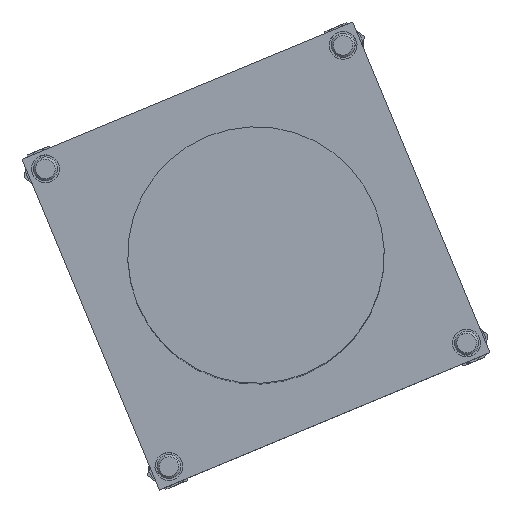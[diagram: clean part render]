
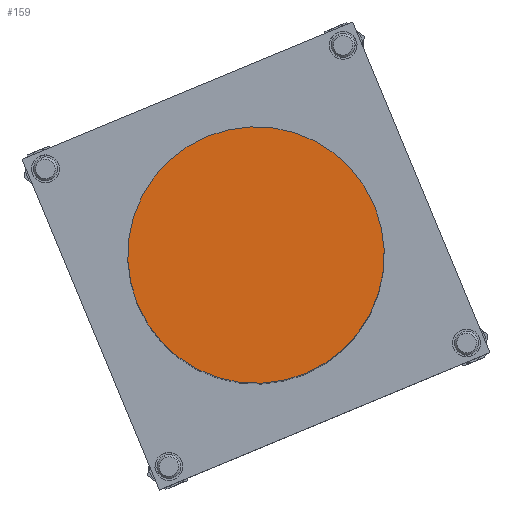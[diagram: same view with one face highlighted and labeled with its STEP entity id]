
A CAD part, top view. The second image highlights one B-rep face of the part: STEP entity #159.
In plain terms, the highlighted face is planar.
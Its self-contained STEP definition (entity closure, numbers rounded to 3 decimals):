
#22 = DIRECTION ( 'NONE',  ( 0., 0., 1. ) ) ;
#100 = DIRECTION ( 'NONE',  ( 0., 0., 1. ) ) ;
#159 = ADVANCED_FACE ( 'NONE', ( #587 ), #2317, .F. ) ;
#205 = AXIS2_PLACEMENT_3D ( 'NONE', #2967, #1506, #22 ) ;
#440 = EDGE_LOOP ( 'NONE', ( #1617, #2450 ) ) ;
#455 = DIRECTION ( 'NONE',  ( 0., 1., 0. ) ) ;
#587 = FACE_OUTER_BOUND ( 'NONE', #440, .T. ) ;
#717 = VERTEX_POINT ( 'NONE', #2611 ) ;
#1026 = EDGE_CURVE ( 'NONE', #717, #1393, #2899, .T. ) ;
#1319 = AXIS2_PLACEMENT_3D ( 'NONE', #1940, #455, #2179 ) ;
#1354 = EDGE_CURVE ( 'NONE', #1393, #717, #1475, .T. ) ;
#1393 = VERTEX_POINT ( 'NONE', #2922 ) ;
#1475 = CIRCLE ( 'NONE', #1319, 32.25 ) ;
#1506 = DIRECTION ( 'NONE',  ( 0., 1., 0. ) ) ;
#1597 = CARTESIAN_POINT ( 'NONE',  ( 0., -70., 0. ) ) ;
#1617 = ORIENTED_EDGE ( 'NONE', *, *, #1354, .F. ) ;
#1832 = DIRECTION ( 'NONE',  ( 0., 1., 0. ) ) ;
#1940 = CARTESIAN_POINT ( 'NONE',  ( 0., -70., 0. ) ) ;
#1949 = AXIS2_PLACEMENT_3D ( 'NONE', #1597, #1832, #100 ) ;
#2179 = DIRECTION ( 'NONE',  ( 0., 0., 1. ) ) ;
#2317 = PLANE ( 'NONE',  #1949 ) ;
#2450 = ORIENTED_EDGE ( 'NONE', *, *, #1026, .F. ) ;
#2611 = CARTESIAN_POINT ( 'NONE',  ( 0., -70., -32.25 ) ) ;
#2899 = CIRCLE ( 'NONE', #205, 32.25 ) ;
#2922 = CARTESIAN_POINT ( 'NONE',  ( 0., -70., 32.25 ) ) ;
#2967 = CARTESIAN_POINT ( 'NONE',  ( 0., -70., 0. ) ) ;
